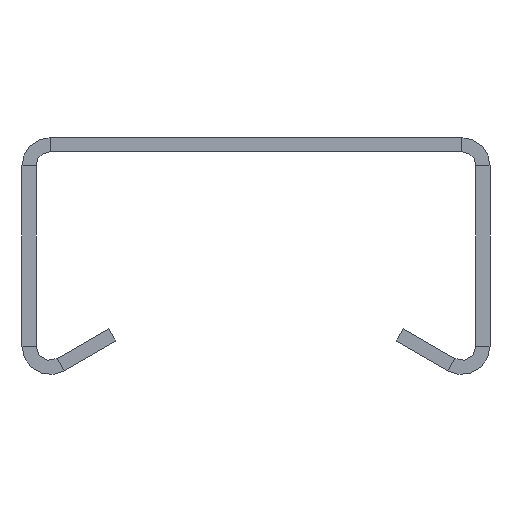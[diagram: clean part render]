
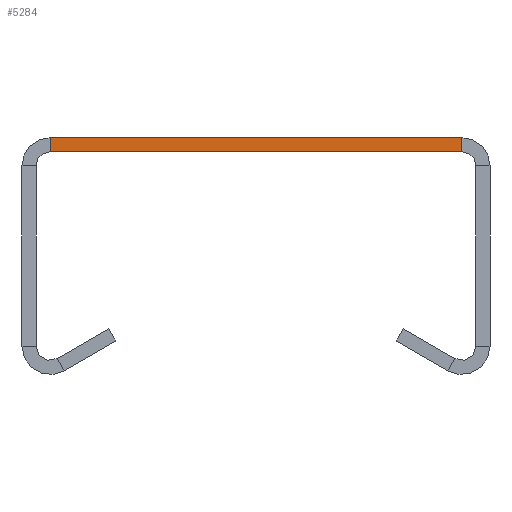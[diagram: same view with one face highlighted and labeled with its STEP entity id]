
A CAD part, front view. The second image highlights one B-rep face of the part: STEP entity #5284.
In plain terms, the highlighted planar face has unit normal (0, -1, 0).
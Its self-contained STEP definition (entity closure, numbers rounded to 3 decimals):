
#1193=DIRECTION('',(0.,0.,-1.));
#1194=VECTOR('',#1193,1.2);
#1195=CARTESIAN_POINT('',(17.6,-1500.,0.));
#1196=LINE('',#1195,#1194);
#1197=DIRECTION('',(1.,0.,0.));
#1198=VECTOR('',#1197,35.2);
#1199=CARTESIAN_POINT('',(-17.6,-1500.,-1.2));
#1200=LINE('',#1199,#1198);
#1201=DIRECTION('',(1.,0.,0.));
#1202=VECTOR('',#1201,35.2);
#1203=CARTESIAN_POINT('',(-17.6,-1500.,0.));
#1204=LINE('',#1203,#1202);
#2353=DIRECTION('',(0.,0.,-1.));
#2354=VECTOR('',#2353,1.2);
#2355=CARTESIAN_POINT('',(-17.6,-1500.,0.));
#2356=LINE('',#2355,#2354);
#3466=CARTESIAN_POINT('',(17.6,-1500.,0.));
#3468=VERTEX_POINT('',#3466);
#3478=CARTESIAN_POINT('',(-17.6,-1500.,0.));
#3480=VERTEX_POINT('',#3478);
#3498=CARTESIAN_POINT('',(17.6,-1500.,-1.2));
#3500=VERTEX_POINT('',#3498);
#3510=CARTESIAN_POINT('',(-17.6,-1500.,-1.2));
#3512=VERTEX_POINT('',#3510);
#5270=CARTESIAN_POINT('',(0.,-1500.,-0.6));
#5271=DIRECTION('',(0.,-1.,0.));
#5272=DIRECTION('',(1.,0.,0.));
#5273=AXIS2_PLACEMENT_3D('',#5270,#5271,#5272);
#5274=PLANE('',#5273);
#5276=ORIENTED_EDGE('',*,*,#5275,.T.);
#5278=ORIENTED_EDGE('',*,*,#5277,.F.);
#5280=ORIENTED_EDGE('',*,*,#5279,.F.);
#5281=ORIENTED_EDGE('',*,*,#4661,.T.);
#5282=EDGE_LOOP('',(#5276,#5278,#5280,#5281));
#5283=FACE_OUTER_BOUND('',#5282,.F.);
#5284=ADVANCED_FACE('',(#5283),#5274,.T.);
#4661=EDGE_CURVE('',#3480,#3468,#1204,.T.);
#5275=EDGE_CURVE('',#3468,#3500,#1196,.T.);
#5277=EDGE_CURVE('',#3512,#3500,#1200,.T.);
#5279=EDGE_CURVE('',#3480,#3512,#2356,.T.);
